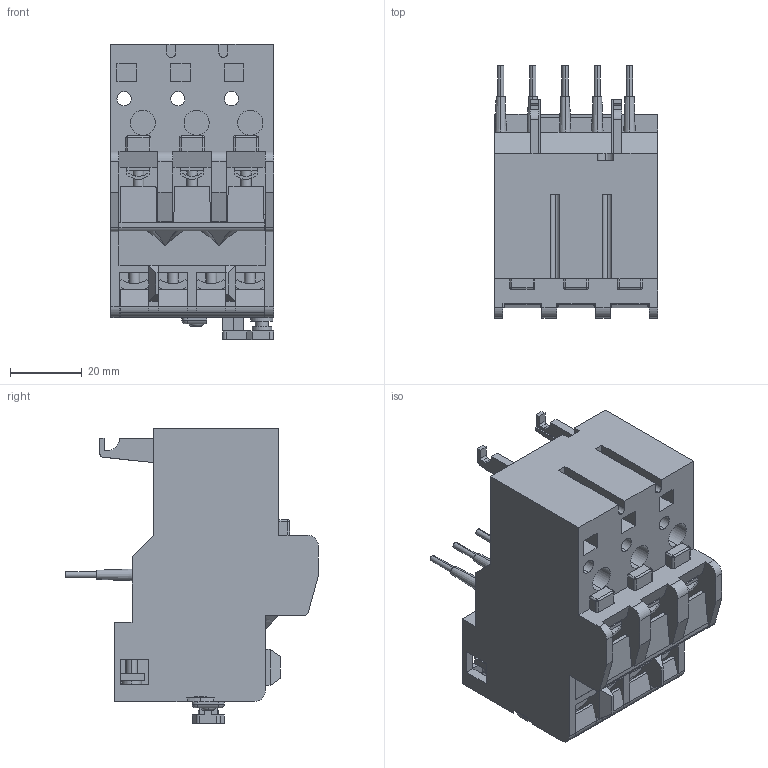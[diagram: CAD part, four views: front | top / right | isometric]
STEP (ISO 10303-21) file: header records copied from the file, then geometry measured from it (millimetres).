
FILE_DESCRIPTION (( 'STEP AP214' ), '1' );
FILE_NAME ('RW17D-1D3-D063.STEP', '2014-02-03T18:34:58', ( '' ), ( '' ), 'SwSTEP 2.0', 'SolidWorks 2013', '' );
FILE_SCHEMA (( 'AUTOMOTIVE_DESIGN' ));
Length unit declared in the file: millimetre
Products named in the file (1): RW17D-1D3-D063
Bounding box: 45.55 x 70.5 x 82.65 mm (x, y, z)
Volume: 127454.4 mm3; surface area: 34703.6 mm2
Topology: 18 solids, 18 shells, 756 faces, 1999 edges, 1311 vertices
Faces by surface type: plane 515, cylinder 214, cone 17, sphere 6, torus 4
Entity records: 31978 total; most frequent: CARTESIAN_POINT 4929, ORIENTED_EDGE 3986, DIRECTION 3868, EDGE_CURVE 1993, LINE 1484, VECTOR 1484, VERTEX_POINT 1311, AXIS2_PLACEMENT_3D 1192
